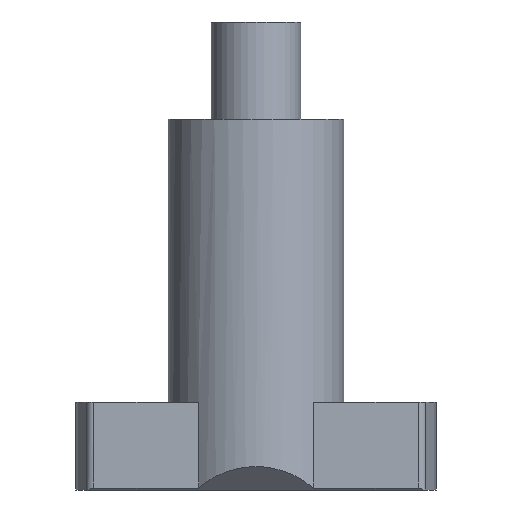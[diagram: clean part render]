
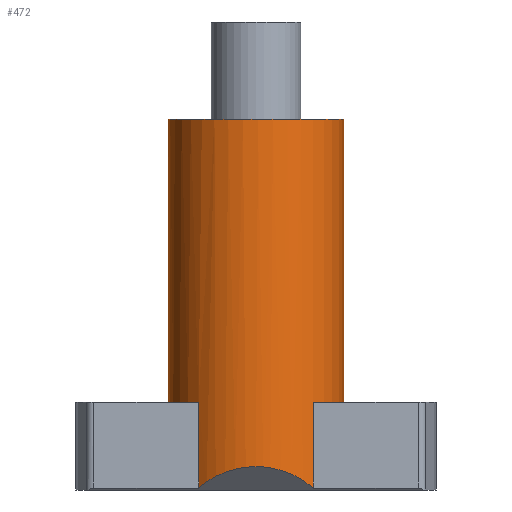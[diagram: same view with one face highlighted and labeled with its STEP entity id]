
A CAD part, front view. The second image highlights one B-rep face of the part: STEP entity #472.
In plain terms, the highlighted cylindrical face has radius 45 mm (diameter 90 mm), a full revolution.
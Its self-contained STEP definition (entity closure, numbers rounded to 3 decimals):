
#201=EDGE_CURVE('240[2]',#568,#517,#569,.T.);
#260=EDGE_CURVE('240[2]',#658,#659,#660,.F.);
#271=EDGE_CURVE('240[2]',#674,#658,#675,.T.);
#273=EDGE_CURVE('240[2]',#677,#659,#678,.T.);
#275=EDGE_CURVE('240[2]',#680,#674,#681,.T.);
#279=EDGE_CURVE('240[2]',#686,#677,#687,.F.);
#284=EDGE_CURVE('240[2]',#643,#517,#693,.F.);
#358=EDGE_CURVE('240[2]',#798,#643,#799,.T.);
#370=EDGE_CURVE('240[2]',#780,#568,#816,.F.);
#445=EDGE_CURVE('240[2]',#932,#932,#933,.F.);
#460=EDGE_CURVE('240[2]',#780,#680,#954,.T.);
#472=ADVANCED_FACE('240[2]',(#968,#969),#970,.T.);
#477=EDGE_CURVE('240[2]',#686,#798,#977,.T.);
#517=VERTEX_POINT('',#1048);
#568=VERTEX_POINT('',#1115);
#569=CIRCLE('',#1116,45.0);
#643=VERTEX_POINT('NONE',#1213);
#658=VERTEX_POINT('NONE',#1233);
#659=VERTEX_POINT('',#1234);
#660=LINE('',#1235,#1236);
#674=VERTEX_POINT('',#1256);
#675=(B_SPLINE_CURVE(3,(#1258,#1259,#1260,#1261,#1262,#1263,#1264),.UNSPECIFIED.,.F.,.F.)B_SPLINE_CURVE_WITH_KNOTS((4,3,4),(6.517,6.927,7.003),.UNSPECIFIED.)RATIONAL_B_SPLINE_CURVE((0.913,0.929,0.958,1.0,1.0,1.0,1.0))BOUNDED_CURVE()REPRESENTATION_ITEM('')GEOMETRIC_REPRESENTATION_ITEM()CURVE());
#677=VERTEX_POINT('',#1273);
#678=CIRCLE('',#1274,45.0);
#680=VERTEX_POINT('',#1277);
#681=(B_SPLINE_CURVE(3,(#1279,#1280,#1281,#1282),.UNSPECIFIED.,.F.,.F.)B_SPLINE_CURVE_WITH_KNOTS((4,4),(6.049,6.517),.UNSPECIFIED.)RATIONAL_B_SPLINE_CURVE((0.913,0.896,0.896,0.913))BOUNDED_CURVE()REPRESENTATION_ITEM('')GEOMETRIC_REPRESENTATION_ITEM()CURVE());
#686=VERTEX_POINT('NONE',#1295);
#687=LINE('',#1296,#1297);
#693=LINE('',#1305,#1306);
#780=VERTEX_POINT('NONE',#1454);
#798=VERTEX_POINT('NONE',#1479);
#799=(B_SPLINE_CURVE(3,(#1481,#1482,#1483,#1484,#1485,#1486,#1487),.UNSPECIFIED.,.F.,.F.)B_SPLINE_CURVE_WITH_KNOTS((4,3,4),(0.0,0.644,0.716),.UNSPECIFIED.)RATIONAL_B_SPLINE_CURVE((1.0,0.966,0.966,1.0,1.0,1.0,1.0))BOUNDED_CURVE()REPRESENTATION_ITEM('')GEOMETRIC_REPRESENTATION_ITEM()CURVE());
#816=LINE('',#1515,#1516);
#932=VERTEX_POINT('',#1668);
#933=CIRCLE('',#1669,45.0);
#954=(B_SPLINE_CURVE(3,(#1697,#1698,#1699,#1700,#1701,#1702,#1703),.UNSPECIFIED.,.F.,.F.)B_SPLINE_CURVE_WITH_KNOTS((4,3,4),(5.563,5.64,6.049),.UNSPECIFIED.)RATIONAL_B_SPLINE_CURVE((1.0,1.0,1.0,1.0,0.958,0.929,0.913))BOUNDED_CURVE()REPRESENTATION_ITEM('')GEOMETRIC_REPRESENTATION_ITEM()CURVE());
#968=FACE_BOUND('',#1729,.T.);
#969=FACE_BOUND('',#1730,.T.);
#970=CYLINDRICAL_SURFACE('',#1731,45.0);
#977=(B_SPLINE_CURVE(3,(#1741,#1742,#1743,#1744,#1745,#1746,#1747),.UNSPECIFIED.,.F.,.F.)B_SPLINE_CURVE_WITH_KNOTS((4,3,4),(5.567,5.64,6.283),.UNSPECIFIED.)RATIONAL_B_SPLINE_CURVE((1.0,1.0,1.0,1.0,0.966,0.966,1.0))BOUNDED_CURVE()REPRESENTATION_ITEM('')GEOMETRIC_REPRESENTATION_ITEM()CURVE());
#1048=CARTESIAN_POINT('',(-29.479,-34.0,-145.0));
#1115=CARTESIAN_POINT('',(-29.479,34.,-145.0));
#1116=AXIS2_PLACEMENT_3D('',#1831,#1832,#1833);
#1213=CARTESIAN_POINT('',(-29.479,-34.,-189.));
#1233=CARTESIAN_POINT('',(29.479,34.0,-189.0));
#1234=CARTESIAN_POINT('',(29.479,34.0,-145.0));
#1235=CARTESIAN_POINT('',(29.479,34.0,-190.0));
#1236=VECTOR('',#1932,1.0);
#1256=CARTESIAN_POINT('',(10.738,43.7,-179.3));
#1258=CARTESIAN_POINT('',(10.738,43.7,-179.3));
#1259=CARTESIAN_POINT('',(16.732,42.227,-180.773));
#1260=CARTESIAN_POINT('',(22.212,39.591,-183.409));
#1261=CARTESIAN_POINT('',(27.0,36.0,-187.0));
#1262=CARTESIAN_POINT('',(27.859,35.355,-187.645));
#1263=CARTESIAN_POINT('',(28.686,34.688,-188.312));
#1264=CARTESIAN_POINT('',(29.479,34.0,-189.0));
#1273=CARTESIAN_POINT('',(29.479,-34.0,-145.0));
#1274=AXIS2_PLACEMENT_3D('',#1945,#1946,#1947);
#1277=CARTESIAN_POINT('',(-10.738,43.7,-179.3));
#1279=CARTESIAN_POINT('',(-10.738,43.7,-179.3));
#1280=CARTESIAN_POINT('',(-3.65,45.442,-177.558));
#1281=CARTESIAN_POINT('',(3.65,45.442,-177.558));
#1282=CARTESIAN_POINT('',(10.738,43.7,-179.3));
#1295=CARTESIAN_POINT('',(29.479,-34.0,-189.0));
#1296=CARTESIAN_POINT('',(29.479,-34.0,-190.0));
#1297=VECTOR('',#1951,1.0);
#1305=CARTESIAN_POINT('',(-29.479,-34.0,-190.0));
#1306=VECTOR('',#1957,1.0);
#1454=CARTESIAN_POINT('',(-29.479,34.,-189.0));
#1479=CARTESIAN_POINT('',(0.,-45.0,-178.0));
#1481=CARTESIAN_POINT('',(0.,-45.0,-178.0));
#1482=CARTESIAN_POINT('',(-9.823,-45.0,-178.0));
#1483=CARTESIAN_POINT('',(-19.142,-41.894,-181.106));
#1484=CARTESIAN_POINT('',(-27.0,-36.0,-187.0));
#1485=CARTESIAN_POINT('',(-27.859,-35.355,-187.645));
#1486=CARTESIAN_POINT('',(-28.686,-34.688,-188.312));
#1487=CARTESIAN_POINT('',(-29.479,-34.,-189.));
#1515=CARTESIAN_POINT('',(-29.479,34.,-190.0));
#1516=VECTOR('',#2104,1.0);
#1668=CARTESIAN_POINT('',(45.0,0.,0.0));
#1669=AXIS2_PLACEMENT_3D('',#2261,#2262,#2263);
#1697=CARTESIAN_POINT('',(-29.479,34.,-189.0));
#1698=CARTESIAN_POINT('',(-28.686,34.688,-188.312));
#1699=CARTESIAN_POINT('',(-27.859,35.355,-187.645));
#1700=CARTESIAN_POINT('',(-27.0,36.,-187.0));
#1701=CARTESIAN_POINT('',(-22.212,39.591,-183.409));
#1702=CARTESIAN_POINT('',(-16.732,42.227,-180.773));
#1703=CARTESIAN_POINT('',(-10.738,43.7,-179.3));
#1729=EDGE_LOOP('',(#2303));
#1730=EDGE_LOOP('',(#2304,#2305,#2306,#2307,#2308,#2309,#2310,#2311,#2312,#2313,#2314));
#1731=AXIS2_PLACEMENT_3D('',#2315,#2316,#2317);
#1741=CARTESIAN_POINT('',(29.479,-34.0,-189.0));
#1742=CARTESIAN_POINT('',(28.686,-34.688,-188.312));
#1743=CARTESIAN_POINT('',(27.859,-35.355,-187.645));
#1744=CARTESIAN_POINT('',(27.0,-36.,-187.0));
#1745=CARTESIAN_POINT('',(19.142,-41.894,-181.106));
#1746=CARTESIAN_POINT('',(9.823,-45.,-178.0));
#1747=CARTESIAN_POINT('',(0.,-45.0,-178.0));
#1831=CARTESIAN_POINT('',(0.,0.,-145.0));
#1832=DIRECTION('',(0.,0.,1.0));
#1833=DIRECTION('',(0.,1.0,0.));
#1932=DIRECTION('',(0.,0.,-1.0));
#1945=CARTESIAN_POINT('',(0.,0.,-145.0));
#1946=DIRECTION('',(0.,0.,1.0));
#1947=DIRECTION('',(0.,1.0,0.));
#1951=DIRECTION('',(0.,0.,-1.0));
#1957=DIRECTION('',(0.,0.,-1.0));
#2104=DIRECTION('',(0.,0.,-1.0));
#2261=CARTESIAN_POINT('',(0.0,0.0,0.0));
#2262=DIRECTION('',(0.,0.,-1.0));
#2263=DIRECTION('',(0.,1.0,0.));
#2303=ORIENTED_EDGE('',*,*,#445,.F.);
#2304=ORIENTED_EDGE('',*,*,#271,.F.);
#2305=ORIENTED_EDGE('',*,*,#275,.F.);
#2306=ORIENTED_EDGE('',*,*,#460,.F.);
#2307=ORIENTED_EDGE('',*,*,#370,.T.);
#2308=ORIENTED_EDGE('',*,*,#201,.T.);
#2309=ORIENTED_EDGE('',*,*,#284,.F.);
#2310=ORIENTED_EDGE('',*,*,#358,.F.);
#2311=ORIENTED_EDGE('',*,*,#477,.F.);
#2312=ORIENTED_EDGE('',*,*,#279,.T.);
#2313=ORIENTED_EDGE('',*,*,#273,.T.);
#2314=ORIENTED_EDGE('',*,*,#260,.F.);
#2315=CARTESIAN_POINT('',(0.,0.,50.0));
#2316=DIRECTION('',(0.,0.,1.0));
#2317=DIRECTION('',(0.,1.0,0.));
